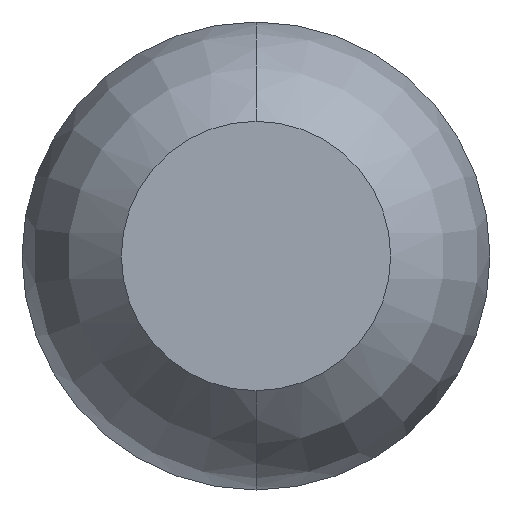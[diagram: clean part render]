
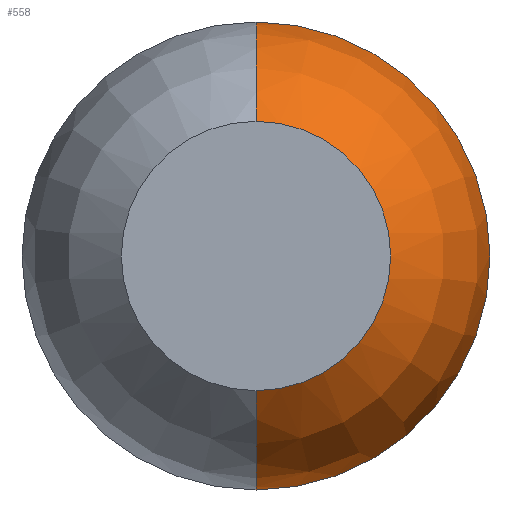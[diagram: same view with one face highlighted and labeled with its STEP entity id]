
A CAD part, front view. The second image highlights one B-rep face of the part: STEP entity #558.
In plain terms, the highlighted toroidal (fillet/blend) face has major radius 0.005 mm and minor radius 1.01 mm.
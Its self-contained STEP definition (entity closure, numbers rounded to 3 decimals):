
#230 = DIRECTION ( 'NONE',  ( 0., 0., 1. ) ) ;
#265 = DIRECTION ( 'NONE',  ( 0., 0., -1. ) ) ;
#287 = CIRCLE ( 'NONE', #2609, 1.01 ) ;
#339 = CIRCLE ( 'NONE', #683, 1.015 ) ;
#482 = ORIENTED_EDGE ( 'NONE', *, *, #2373, .F. ) ;
#501 = DIRECTION ( 'NONE',  ( 0., 1., 0. ) ) ;
#558 = ADVANCED_FACE ( 'Defeature ausgef�hrt1_0', ( #3155 ), #2650, .T. ) ;
#583 = DIRECTION ( 'NONE',  ( 0., 1., 0. ) ) ;
#631 = CARTESIAN_POINT ( 'NONE',  ( 0., -23.873, -1.015 ) ) ;
#654 = DIRECTION ( 'NONE',  ( 0., 0., -1. ) ) ;
#664 = ORIENTED_EDGE ( 'NONE', *, *, #2206, .F. ) ;
#683 = AXIS2_PLACEMENT_3D ( 'NONE', #1163, #583, #2389 ) ;
#730 = CARTESIAN_POINT ( 'NONE',  ( 0., -24.7, -0.584 ) ) ;
#886 = AXIS2_PLACEMENT_3D ( 'NONE', #3648, #2053, #265 ) ;
#1163 = CARTESIAN_POINT ( 'NONE',  ( 0., -23.873, 0. ) ) ;
#1363 = VERTEX_POINT ( 'NONE', #2496 ) ;
#1538 = EDGE_LOOP ( 'NONE', ( #482, #3481, #664, #3005 ) ) ;
#1685 = EDGE_CURVE ( 'NONE', #3617, #1363, #287, .T. ) ;
#1747 = CARTESIAN_POINT ( 'NONE',  ( 0., -23.873, 0.005 ) ) ;
#2053 = DIRECTION ( 'NONE',  ( 0., -1., 0. ) ) ;
#2151 = DIRECTION ( 'NONE',  ( 1., 0., 0. ) ) ;
#2179 = CARTESIAN_POINT ( 'NONE',  ( 0., -23.873, -0.005 ) ) ;
#2206 = EDGE_CURVE ( 'Defeature ausgef�hrt1_1+Defeature ausgef�hrt1_0+Defeature ausgef�hrt1_0+Defeature ausgef�hrt1_0', #1363, #3278, #339, .T. ) ;
#2373 = EDGE_CURVE ( 'Defeature ausgef�hrt1_5+Defeature ausgef�hrt1_0+Defeature ausgef�hrt1_0+Defeature ausgef�hrt1_0', #3001, #3617, #3228, .T. ) ;
#2383 = DIRECTION ( 'NONE',  ( 0., 0., 1. ) ) ;
#2389 = DIRECTION ( 'NONE',  ( 0., 0., 1. ) ) ;
#2496 = CARTESIAN_POINT ( 'NONE',  ( 0., -23.873, 1.015 ) ) ;
#2609 = AXIS2_PLACEMENT_3D ( 'NONE', #1747, #3315, #2383 ) ;
#2650 = TOROIDAL_SURFACE ( 'NONE', #3128, 0.005, 1.01 ) ;
#2674 = CARTESIAN_POINT ( 'NONE',  ( 0., -23.873, 0. ) ) ;
#2778 = EDGE_CURVE ( 'NONE', #3001, #3278, #3031, .T. ) ;
#3001 = VERTEX_POINT ( 'NONE', #730 ) ;
#3005 = ORIENTED_EDGE ( 'NONE', *, *, #1685, .F. ) ;
#3025 = CARTESIAN_POINT ( 'NONE',  ( 0., -24.7, 0.584 ) ) ;
#3031 = CIRCLE ( 'NONE', #3364, 1.01 ) ;
#3128 = AXIS2_PLACEMENT_3D ( 'NONE', #2674, #501, #230 ) ;
#3155 = FACE_OUTER_BOUND ( 'NONE', #1538, .T. ) ;
#3228 = CIRCLE ( 'NONE', #886, 0.584 ) ;
#3278 = VERTEX_POINT ( 'NONE', #631 ) ;
#3315 = DIRECTION ( 'NONE',  ( -1., 0., 0. ) ) ;
#3364 = AXIS2_PLACEMENT_3D ( 'NONE', #2179, #2151, #654 ) ;
#3481 = ORIENTED_EDGE ( 'NONE', *, *, #2778, .T. ) ;
#3617 = VERTEX_POINT ( 'NONE', #3025 ) ;
#3648 = CARTESIAN_POINT ( 'NONE',  ( 0., -24.7, 0. ) ) ;
